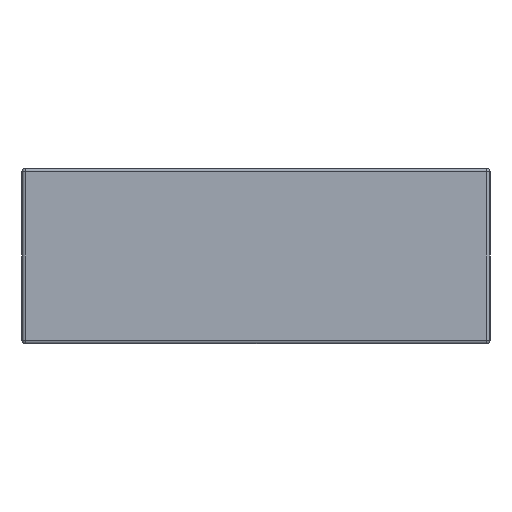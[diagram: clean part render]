
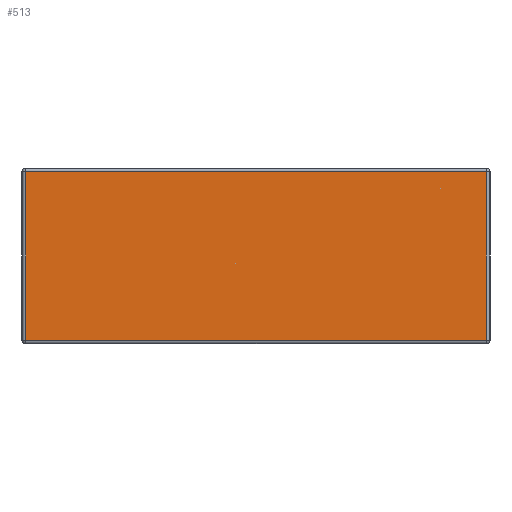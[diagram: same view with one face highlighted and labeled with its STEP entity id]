
A CAD part, left-side view. The second image highlights one B-rep face of the part: STEP entity #513.
In plain terms, the highlighted planar face has unit normal (-1, 0, 0).
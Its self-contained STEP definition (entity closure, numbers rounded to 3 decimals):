
#463=FACE_OUTER_BOUND('',#591,.T.);
#513=ADVANCED_FACE('',(#463),#565,.T.);
#565=PLANE('',#1246);
#591=EDGE_LOOP('',(#691,#692,#693,#694));
#691=ORIENTED_EDGE('',*,*,#994,.T.);
#692=ORIENTED_EDGE('',*,*,#995,.T.);
#693=ORIENTED_EDGE('',*,*,#996,.T.);
#694=ORIENTED_EDGE('',*,*,#997,.T.);
#923=VERTEX_POINT('',#1576);
#924=VERTEX_POINT('',#1577);
#925=VERTEX_POINT('',#1579);
#926=VERTEX_POINT('',#1581);
#994=EDGE_CURVE('',#923,#924,#1107,.T.);
#995=EDGE_CURVE('',#924,#925,#1108,.T.);
#996=EDGE_CURVE('',#925,#926,#1109,.T.);
#997=EDGE_CURVE('',#926,#923,#1110,.T.);
#1107=LINE('',#1575,#1174);
#1108=LINE('',#1578,#1175);
#1109=LINE('',#1580,#1176);
#1110=LINE('',#1582,#1177);
#1174=VECTOR('',#1340,1.);
#1175=VECTOR('',#1341,1.);
#1176=VECTOR('',#1342,1.);
#1177=VECTOR('',#1343,1.);
#1246=AXIS2_PLACEMENT_3D('',#1583,#1344,#1345);
#1340=DIRECTION('',(0.,0.,-1.));
#1341=DIRECTION('',(0.,-1.,0.));
#1342=DIRECTION('',(0.,0.,1.));
#1343=DIRECTION('',(0.,1.,0.));
#1344=DIRECTION('',(-1.,0.,0.));
#1345=DIRECTION('',(0.,-1.,0.));
#1575=CARTESIAN_POINT('',(-0.5,1.23,0.));
#1576=CARTESIAN_POINT('',(-0.5,1.23,0.92));
#1577=CARTESIAN_POINT('',(-0.5,1.23,0.02));
#1578=CARTESIAN_POINT('',(-0.5,-1.25,0.02));
#1579=CARTESIAN_POINT('',(-0.5,-1.23,0.02));
#1580=CARTESIAN_POINT('',(-0.5,-1.23,0.));
#1581=CARTESIAN_POINT('',(-0.5,-1.23,0.92));
#1582=CARTESIAN_POINT('',(-0.5,1.25,0.92));
#1583=CARTESIAN_POINT('',(-0.5,1.25,0.));
